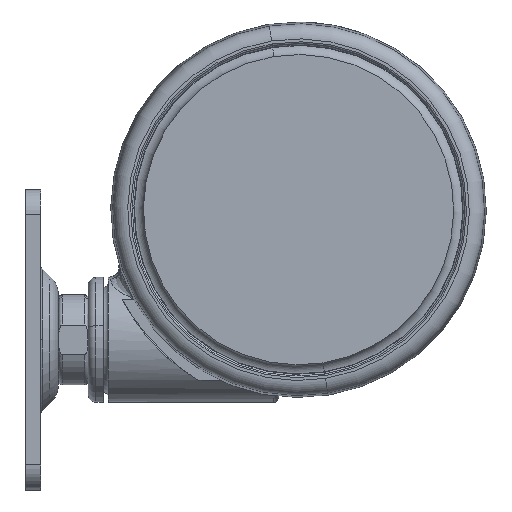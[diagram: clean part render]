
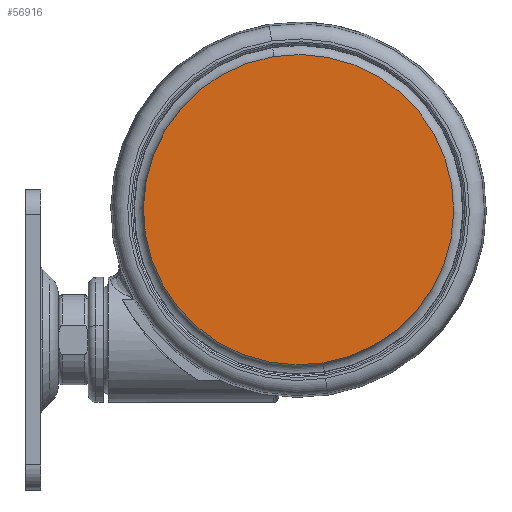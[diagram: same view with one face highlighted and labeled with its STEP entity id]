
A CAD part, left-side view. The second image highlights one B-rep face of the part: STEP entity #56916.
In plain terms, the highlighted face is planar.
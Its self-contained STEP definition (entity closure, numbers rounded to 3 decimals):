
#676 = AXIS2_PLACEMENT_3D ( 'NONE', #58000, #30793, #3525 ) ;
#3525 = DIRECTION ( 'NONE',  ( -0.158, -0.988, 0. ) ) ;
#12916 = AXIS2_PLACEMENT_3D ( 'NONE', #27273, #59044, #31810 ) ;
#16500 = CARTESIAN_POINT ( 'NONE',  ( -30.613, 4.884, -47.7 ) ) ;
#17774 = EDGE_CURVE ( 'NONE', #25845, #36266, #42958, .T. ) ;
#20824 = CARTESIAN_POINT ( 'NONE',  ( 4.884, 30.613, -47.7 ) ) ;
#21065 = DIRECTION ( 'NONE',  ( 0., 0., 1. ) ) ;
#24323 = AXIS2_PLACEMENT_3D ( 'NONE', #16500, #21065, #52805 ) ;
#25403 = EDGE_CURVE ( 'NONE', #36266, #25845, #27326, .T. ) ;
#25845 = VERTEX_POINT ( 'NONE', #20824 ) ;
#26619 = CARTESIAN_POINT ( 'NONE',  ( -4.884, -30.613, -47.7 ) ) ;
#27273 = CARTESIAN_POINT ( 'NONE',  ( 0., 0., -47.7 ) ) ;
#27326 = CIRCLE ( 'NONE', #12916, 31. ) ;
#30587 = ORIENTED_EDGE ( 'NONE', *, *, #17774, .T. ) ;
#30793 = DIRECTION ( 'NONE',  ( 0., 0., -1. ) ) ;
#31810 = DIRECTION ( 'NONE',  ( -0.158, -0.988, 0. ) ) ;
#36266 = VERTEX_POINT ( 'NONE', #26619 ) ;
#37933 = PLANE ( 'NONE',  #24323 ) ;
#42958 = CIRCLE ( 'NONE', #676, 31. ) ;
#43783 = ORIENTED_EDGE ( 'NONE', *, *, #25403, .T. ) ;
#48370 = FACE_OUTER_BOUND ( 'NONE', #53930, .T. ) ;
#52805 = DIRECTION ( 'NONE',  ( 0.158, 0.988, 0. ) ) ;
#53930 = EDGE_LOOP ( 'NONE', ( #43783, #30587 ) ) ;
#56916 = ADVANCED_FACE ( 'NONE', ( #48370 ), #37933, .F. ) ;
#58000 = CARTESIAN_POINT ( 'NONE',  ( 0., 0., -47.7 ) ) ;
#59044 = DIRECTION ( 'NONE',  ( 0., 0., -1. ) ) ;
